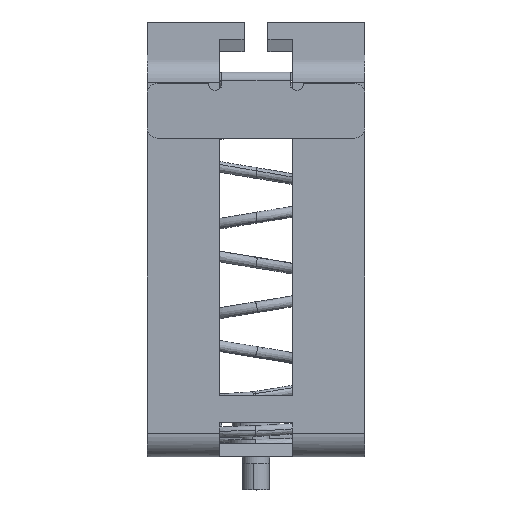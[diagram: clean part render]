
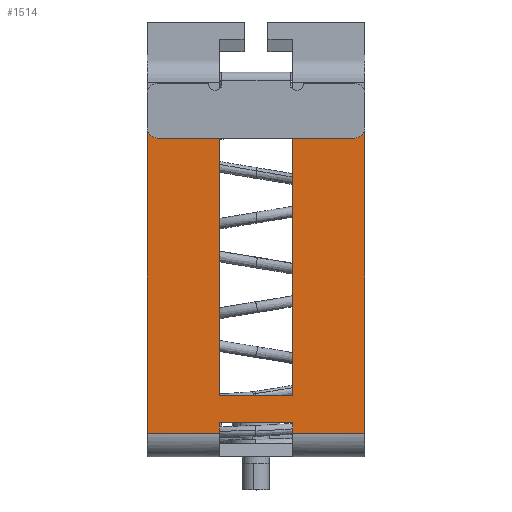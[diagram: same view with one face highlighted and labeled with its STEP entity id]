
A CAD part, left-side view. The second image highlights one B-rep face of the part: STEP entity #1514.
In plain terms, the highlighted planar face has unit normal (-1, 0, 0).
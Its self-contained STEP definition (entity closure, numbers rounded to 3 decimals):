
#1365=AXIS2_PLACEMENT_3D('Plane Axis2P3D',#1362,#1363,#1364) ;
#1450=AXIS2_PLACEMENT_3D('Circle Axis2P3D',#1448,#1449,$) ;
#1488=AXIS2_PLACEMENT_3D('Circle Axis2P3D',#1486,#1487,$) ;
#783=CARTESIAN_POINT('Vertex',(1.2,10.6,8.35)) ;
#797=CARTESIAN_POINT('Vertex',(1.2,21.4,8.35)) ;
#800=CARTESIAN_POINT('Line Origine',(1.2,16.,8.35)) ;
#804=CARTESIAN_POINT('Vertex',(1.2,32.,8.35)) ;
#816=CARTESIAN_POINT('Vertex',(1.2,0.,8.35)) ;
#819=CARTESIAN_POINT('Line Origine',(1.2,16.,8.35)) ;
#1362=CARTESIAN_POINT('Axis2P3D Location',(1.2,16.,6.85)) ;
#1418=CARTESIAN_POINT('Line Origine',(1.2,10.6,32.78)) ;
#1422=CARTESIAN_POINT('Vertex',(1.2,10.6,13.86)) ;
#1424=CARTESIAN_POINT('Vertex',(1.2,10.6,51.7)) ;
#1427=CARTESIAN_POINT('Line Origine',(1.2,16.,13.86)) ;
#1431=CARTESIAN_POINT('Vertex',(1.2,21.4,13.86)) ;
#1434=CARTESIAN_POINT('Line Origine',(1.2,21.4,32.78)) ;
#1438=CARTESIAN_POINT('Vertex',(1.2,21.4,51.7)) ;
#1441=CARTESIAN_POINT('Line Origine',(1.2,25.95,51.7)) ;
#1445=CARTESIAN_POINT('Vertex',(1.2,30.5,51.7)) ;
#1448=CARTESIAN_POINT('Axis2P3D Location',(1.2,30.5,53.2)) ;
#1452=CARTESIAN_POINT('Vertex',(1.2,32.,53.2)) ;
#1455=CARTESIAN_POINT('Line Origine',(1.2,32.,30.775)) ;
#1460=CARTESIAN_POINT('Line Origine',(1.2,21.4,9.105)) ;
#1464=CARTESIAN_POINT('Vertex',(1.2,21.4,9.86)) ;
#1467=CARTESIAN_POINT('Line Origine',(1.2,16.,9.86)) ;
#1471=CARTESIAN_POINT('Vertex',(1.2,10.6,9.86)) ;
#1474=CARTESIAN_POINT('Line Origine',(1.2,10.6,9.105)) ;
#1479=CARTESIAN_POINT('Line Origine',(1.2,0.,30.775)) ;
#1483=CARTESIAN_POINT('Vertex',(1.2,0.,53.2)) ;
#1486=CARTESIAN_POINT('Axis2P3D Location',(1.2,1.5,53.2)) ;
#1490=CARTESIAN_POINT('Vertex',(1.2,1.5,51.7)) ;
#1493=CARTESIAN_POINT('Line Origine',(1.2,6.05,51.7)) ;
#801=DIRECTION('Vector Direction',(0.,-1.,0.)) ;
#820=DIRECTION('Vector Direction',(0.,-1.,0.)) ;
#1363=DIRECTION('Axis2P3D Direction',(-1.,0.,0.)) ;
#1364=DIRECTION('Axis2P3D XDirection',(0.,-1.,0.)) ;
#1419=DIRECTION('Vector Direction',(0.,0.,1.)) ;
#1428=DIRECTION('Vector Direction',(0.,1.,0.)) ;
#1435=DIRECTION('Vector Direction',(0.,0.,1.)) ;
#1442=DIRECTION('Vector Direction',(0.,-1.,0.)) ;
#1449=DIRECTION('Axis2P3D Direction',(-1.,0.,0.)) ;
#1456=DIRECTION('Vector Direction',(0.,0.,-1.)) ;
#1461=DIRECTION('Vector Direction',(0.,0.,-1.)) ;
#1468=DIRECTION('Vector Direction',(0.,1.,0.)) ;
#1475=DIRECTION('Vector Direction',(0.,0.,-1.)) ;
#1480=DIRECTION('Vector Direction',(0.,0.,-1.)) ;
#1487=DIRECTION('Axis2P3D Direction',(-1.,0.,0.)) ;
#1494=DIRECTION('Vector Direction',(0.,-1.,0.)) ;
#802=VECTOR('Line Direction',#801,1.) ;
#821=VECTOR('Line Direction',#820,1.) ;
#1420=VECTOR('Line Direction',#1419,1.) ;
#1429=VECTOR('Line Direction',#1428,1.) ;
#1436=VECTOR('Line Direction',#1435,1.) ;
#1443=VECTOR('Line Direction',#1442,1.) ;
#1457=VECTOR('Line Direction',#1456,1.) ;
#1462=VECTOR('Line Direction',#1461,1.) ;
#1469=VECTOR('Line Direction',#1468,1.) ;
#1476=VECTOR('Line Direction',#1475,1.) ;
#1481=VECTOR('Line Direction',#1480,1.) ;
#1495=VECTOR('Line Direction',#1494,1.) ;
#1499=ORIENTED_EDGE('',*,*,#1426,.F.) ;
#1500=ORIENTED_EDGE('',*,*,#1433,.T.) ;
#1501=ORIENTED_EDGE('',*,*,#1440,.T.) ;
#1502=ORIENTED_EDGE('',*,*,#1447,.T.) ;
#1503=ORIENTED_EDGE('',*,*,#1454,.F.) ;
#1504=ORIENTED_EDGE('',*,*,#1459,.T.) ;
#1505=ORIENTED_EDGE('',*,*,#806,.T.) ;
#1506=ORIENTED_EDGE('',*,*,#1466,.F.) ;
#1507=ORIENTED_EDGE('',*,*,#1473,.F.) ;
#1508=ORIENTED_EDGE('',*,*,#1478,.T.) ;
#1509=ORIENTED_EDGE('',*,*,#823,.T.) ;
#1510=ORIENTED_EDGE('',*,*,#1485,.F.) ;
#1511=ORIENTED_EDGE('',*,*,#1492,.F.) ;
#1512=ORIENTED_EDGE('',*,*,#1497,.T.) ;
#1514=ADVANCED_FACE('',(#1513),#1366,.T.) ;
#1451=CIRCLE('generated circle',#1450,1.5) ;
#1489=CIRCLE('generated circle',#1488,1.5) ;
#806=EDGE_CURVE('',#805,#798,#803,.T.) ;
#823=EDGE_CURVE('',#784,#817,#822,.T.) ;
#1426=EDGE_CURVE('',#1423,#1425,#1421,.T.) ;
#1433=EDGE_CURVE('',#1423,#1432,#1430,.T.) ;
#1440=EDGE_CURVE('',#1432,#1439,#1437,.T.) ;
#1447=EDGE_CURVE('',#1439,#1446,#1444,.F.) ;
#1454=EDGE_CURVE('',#1453,#1446,#1451,.T.) ;
#1459=EDGE_CURVE('',#1453,#805,#1458,.T.) ;
#1466=EDGE_CURVE('',#1465,#798,#1463,.T.) ;
#1473=EDGE_CURVE('',#1472,#1465,#1470,.T.) ;
#1478=EDGE_CURVE('',#1472,#784,#1477,.T.) ;
#1485=EDGE_CURVE('',#1484,#817,#1482,.T.) ;
#1492=EDGE_CURVE('',#1491,#1484,#1489,.T.) ;
#1497=EDGE_CURVE('',#1491,#1425,#1496,.F.) ;
#1498=EDGE_LOOP('',(#1499,#1500,#1501,#1502,#1503,#1504,#1505,#1506,#1507,#1508,#1509,#1510,#1511,#1512)) ;
#1513=FACE_OUTER_BOUND('',#1498,.T.) ;
#803=LINE('Line',#800,#802) ;
#822=LINE('Line',#819,#821) ;
#1421=LINE('Line',#1418,#1420) ;
#1430=LINE('Line',#1427,#1429) ;
#1437=LINE('Line',#1434,#1436) ;
#1444=LINE('Line',#1441,#1443) ;
#1458=LINE('Line',#1455,#1457) ;
#1463=LINE('Line',#1460,#1462) ;
#1470=LINE('Line',#1467,#1469) ;
#1477=LINE('Line',#1474,#1476) ;
#1482=LINE('Line',#1479,#1481) ;
#1496=LINE('Line',#1493,#1495) ;
#1366=PLANE('',#1365) ;
#784=VERTEX_POINT('',#783) ;
#798=VERTEX_POINT('',#797) ;
#805=VERTEX_POINT('',#804) ;
#817=VERTEX_POINT('',#816) ;
#1423=VERTEX_POINT('',#1422) ;
#1425=VERTEX_POINT('',#1424) ;
#1432=VERTEX_POINT('',#1431) ;
#1439=VERTEX_POINT('',#1438) ;
#1446=VERTEX_POINT('',#1445) ;
#1453=VERTEX_POINT('',#1452) ;
#1465=VERTEX_POINT('',#1464) ;
#1472=VERTEX_POINT('',#1471) ;
#1484=VERTEX_POINT('',#1483) ;
#1491=VERTEX_POINT('',#1490) ;
